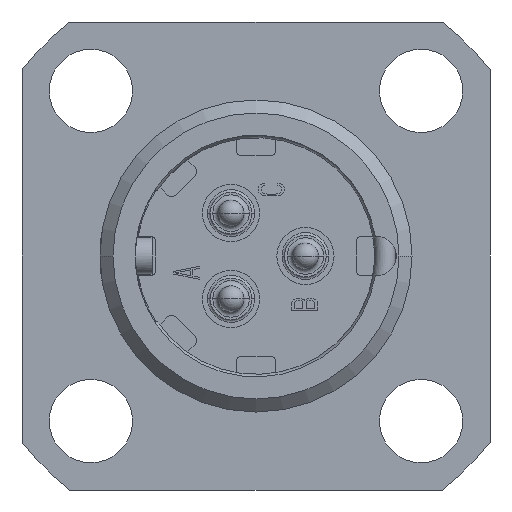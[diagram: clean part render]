
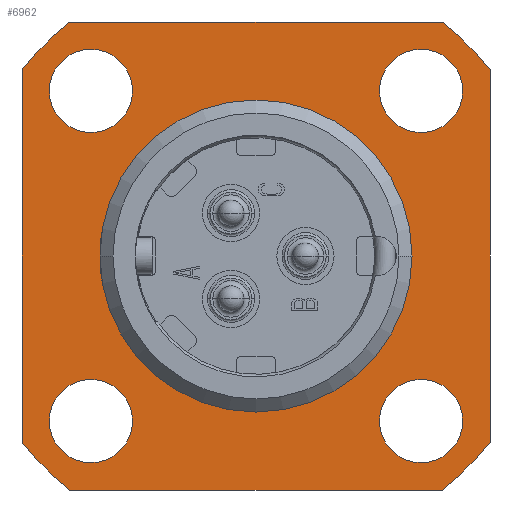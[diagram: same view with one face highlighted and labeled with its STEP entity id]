
A CAD part, left-side view. The second image highlights one B-rep face of the part: STEP entity #6962.
In plain terms, the highlighted planar face has unit normal (-1, 0, 0).
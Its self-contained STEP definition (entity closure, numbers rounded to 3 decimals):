
#777=CARTESIAN_POINT('',(-5.,0.,0.));
#778=DIRECTION('',(-1.,0.,0.));
#779=DIRECTION('',(0.,-1.,0.));
#780=AXIS2_PLACEMENT_3D('',#777,#778,#779);
#790=CARTESIAN_POINT('',(-5.,0.,0.));
#791=DIRECTION('',(-1.,0.,0.));
#792=DIRECTION('',(0.,1.,0.));
#793=AXIS2_PLACEMENT_3D('',#790,#791,#792);
#902=DIRECTION('',(0.,0.,1.));
#903=VECTOR('',#902,14.318);
#904=CARTESIAN_POINT('',(-5.,-9.,-7.159));
#905=LINE('734',#904,#903);
#906=CARTESIAN_POINT('',(-5.,0.,0.));
#907=DIRECTION('',(-1.,0.,0.));
#908=DIRECTION('',(0.,-0.623,-0.783));
#909=AXIS2_PLACEMENT_3D('',#906,#907,#908);
#911=DIRECTION('',(0.,-1.,0.));
#912=VECTOR('',#911,14.318);
#913=CARTESIAN_POINT('',(-5.,7.159,-9.));
#914=LINE('736',#913,#912);
#915=CARTESIAN_POINT('',(-5.,0.,0.));
#916=DIRECTION('',(-1.,0.,0.));
#917=DIRECTION('',(0.,0.783,-0.623));
#918=AXIS2_PLACEMENT_3D('',#915,#916,#917);
#920=DIRECTION('',(0.,0.,-1.));
#921=VECTOR('',#920,14.318);
#922=CARTESIAN_POINT('',(-5.,9.,7.159));
#923=LINE('738',#922,#921);
#924=CARTESIAN_POINT('',(-5.,0.,0.));
#925=DIRECTION('',(-1.,0.,0.));
#926=DIRECTION('',(0.,0.623,0.783));
#927=AXIS2_PLACEMENT_3D('',#924,#925,#926);
#929=DIRECTION('',(0.,1.,0.));
#930=VECTOR('',#929,14.318);
#931=CARTESIAN_POINT('',(-5.,-7.159,9.));
#932=LINE('740',#931,#930);
#933=CARTESIAN_POINT('',(-5.,0.,0.));
#934=DIRECTION('',(-1.,0.,0.));
#935=DIRECTION('',(0.,-0.783,0.623));
#936=AXIS2_PLACEMENT_3D('',#933,#934,#935);
#938=CARTESIAN_POINT('',(-5.,6.35,6.35));
#939=DIRECTION('',(1.,0.,0.));
#940=DIRECTION('',(0.,1.,0.));
#941=AXIS2_PLACEMENT_3D('',#938,#939,#940);
#943=CARTESIAN_POINT('',(-5.,6.35,6.35));
#944=DIRECTION('',(1.,0.,0.));
#945=DIRECTION('',(0.,-1.,0.));
#946=AXIS2_PLACEMENT_3D('',#943,#944,#945);
#948=CARTESIAN_POINT('',(-5.,6.35,-6.35));
#949=DIRECTION('',(1.,0.,0.));
#950=DIRECTION('',(0.,1.,0.));
#951=AXIS2_PLACEMENT_3D('',#948,#949,#950);
#953=CARTESIAN_POINT('',(-5.,6.35,-6.35));
#954=DIRECTION('',(1.,0.,0.));
#955=DIRECTION('',(0.,-1.,0.));
#956=AXIS2_PLACEMENT_3D('',#953,#954,#955);
#958=CARTESIAN_POINT('',(-5.,-6.35,-6.35));
#959=DIRECTION('',(1.,0.,0.));
#960=DIRECTION('',(0.,1.,0.));
#961=AXIS2_PLACEMENT_3D('',#958,#959,#960);
#963=CARTESIAN_POINT('',(-5.,-6.35,-6.35));
#964=DIRECTION('',(1.,0.,0.));
#965=DIRECTION('',(0.,-1.,0.));
#966=AXIS2_PLACEMENT_3D('',#963,#964,#965);
#968=CARTESIAN_POINT('',(-5.,-6.35,6.35));
#969=DIRECTION('',(1.,0.,0.));
#970=DIRECTION('',(0.,1.,0.));
#971=AXIS2_PLACEMENT_3D('',#968,#969,#970);
#973=CARTESIAN_POINT('',(-5.,-6.35,6.35));
#974=DIRECTION('',(1.,0.,0.));
#975=DIRECTION('',(0.,-1.,0.));
#976=AXIS2_PLACEMENT_3D('',#973,#974,#975);
#4598=CARTESIAN_POINT('',(-5.,-9.,-7.159));
#4599=CARTESIAN_POINT('',(-5.,-9.,7.159));
#4600=VERTEX_POINT('',#4598);
#4601=VERTEX_POINT('',#4599);
#4602=CARTESIAN_POINT('',(-5.,-7.159,-9.));
#4603=VERTEX_POINT('',#4602);
#4604=CARTESIAN_POINT('',(-5.,7.159,-9.));
#4605=VERTEX_POINT('',#4604);
#4606=CARTESIAN_POINT('',(-5.,9.,-7.159));
#4607=VERTEX_POINT('',#4606);
#4608=CARTESIAN_POINT('',(-5.,9.,7.159));
#4609=VERTEX_POINT('',#4608);
#4610=CARTESIAN_POINT('',(-5.,7.159,9.));
#4611=VERTEX_POINT('',#4610);
#4612=CARTESIAN_POINT('',(-5.,-7.159,9.));
#4613=VERTEX_POINT('',#4612);
#4618=CARTESIAN_POINT('',(-5.,-6.,0.));
#4619=CARTESIAN_POINT('',(-5.,6.,0.));
#4620=VERTEX_POINT('',#4618);
#4621=VERTEX_POINT('',#4619);
#4630=CARTESIAN_POINT('',(-5.,7.95,6.35));
#4631=CARTESIAN_POINT('',(-5.,4.75,6.35));
#4632=VERTEX_POINT('',#4630);
#4633=VERTEX_POINT('',#4631);
#4638=CARTESIAN_POINT('',(-5.,7.95,-6.35));
#4639=CARTESIAN_POINT('',(-5.,4.75,-6.35));
#4640=VERTEX_POINT('',#4638);
#4641=VERTEX_POINT('',#4639);
#4646=CARTESIAN_POINT('',(-5.,-4.75,-6.35));
#4647=CARTESIAN_POINT('',(-5.,-7.95,-6.35));
#4648=VERTEX_POINT('',#4646);
#4649=VERTEX_POINT('',#4647);
#4654=CARTESIAN_POINT('',(-5.,-4.75,6.35));
#4655=CARTESIAN_POINT('',(-5.,-7.95,6.35));
#4656=VERTEX_POINT('',#4654);
#4657=VERTEX_POINT('',#4655);
#6911=CARTESIAN_POINT('',(-5.,0.,0.));
#6912=DIRECTION('',(1.,0.,0.));
#6913=DIRECTION('',(0.,0.,-1.));
#6914=AXIS2_PLACEMENT_3D('',#6911,#6912,#6913);
#6915=PLANE('274',#6914);
#6917=ORIENTED_EDGE('734',*,*,#6916,.F.);
#6919=ORIENTED_EDGE('735',*,*,#6918,.F.);
#6921=ORIENTED_EDGE('736',*,*,#6920,.F.);
#6923=ORIENTED_EDGE('737',*,*,#6922,.F.);
#6925=ORIENTED_EDGE('738',*,*,#6924,.F.);
#6927=ORIENTED_EDGE('739',*,*,#6926,.F.);
#6929=ORIENTED_EDGE('740',*,*,#6928,.F.);
#6931=ORIENTED_EDGE('741',*,*,#6930,.F.);
#6932=EDGE_LOOP('274',(#6917,#6919,#6921,#6923,#6925,#6927,#6929,#6931));
#6933=FACE_OUTER_BOUND('274',#6932,.F.);
#6934=ORIENTED_EDGE('751',*,*,#6716,.T.);
#6935=ORIENTED_EDGE('753',*,*,#6743,.T.);
#6936=EDGE_LOOP('274',(#6934,#6935));
#6937=FACE_BOUND('274',#6936,.F.);
#6939=ORIENTED_EDGE('759',*,*,#6938,.F.);
#6941=ORIENTED_EDGE('760',*,*,#6940,.F.);
#6942=EDGE_LOOP('274',(#6939,#6941));
#6943=FACE_BOUND('274',#6942,.F.);
#6945=ORIENTED_EDGE('765',*,*,#6944,.F.);
#6947=ORIENTED_EDGE('766',*,*,#6946,.F.);
#6948=EDGE_LOOP('274',(#6945,#6947));
#6949=FACE_BOUND('274',#6948,.F.);
#6951=ORIENTED_EDGE('771',*,*,#6950,.F.);
#6953=ORIENTED_EDGE('772',*,*,#6952,.F.);
#6954=EDGE_LOOP('274',(#6951,#6953));
#6955=FACE_BOUND('274',#6954,.F.);
#6957=ORIENTED_EDGE('777',*,*,#6956,.F.);
#6959=ORIENTED_EDGE('778',*,*,#6958,.F.);
#6960=EDGE_LOOP('274',(#6957,#6959));
#6961=FACE_BOUND('274',#6960,.F.);
#781=CIRCLE('751',#780,6.);
#794=CIRCLE('753',#793,6.);
#910=CIRCLE('735',#909,11.5);
#919=CIRCLE('737',#918,11.5);
#928=CIRCLE('739',#927,11.5);
#937=CIRCLE('741',#936,11.5);
#942=CIRCLE('759',#941,1.6);
#947=CIRCLE('760',#946,1.6);
#952=CIRCLE('765',#951,1.6);
#957=CIRCLE('766',#956,1.6);
#962=CIRCLE('771',#961,1.6);
#967=CIRCLE('772',#966,1.6);
#972=CIRCLE('777',#971,1.6);
#977=CIRCLE('778',#976,1.6);
#6716=EDGE_CURVE('751',#4620,#4621,#781,.T.);
#6743=EDGE_CURVE('753',#4621,#4620,#794,.T.);
#6916=EDGE_CURVE('734',#4600,#4601,#905,.T.);
#6918=EDGE_CURVE('735',#4603,#4600,#910,.T.);
#6920=EDGE_CURVE('736',#4605,#4603,#914,.T.);
#6922=EDGE_CURVE('737',#4607,#4605,#919,.T.);
#6924=EDGE_CURVE('738',#4609,#4607,#923,.T.);
#6926=EDGE_CURVE('739',#4611,#4609,#928,.T.);
#6928=EDGE_CURVE('740',#4613,#4611,#932,.T.);
#6930=EDGE_CURVE('741',#4601,#4613,#937,.T.);
#6938=EDGE_CURVE('759',#4632,#4633,#942,.T.);
#6940=EDGE_CURVE('760',#4633,#4632,#947,.T.);
#6944=EDGE_CURVE('765',#4640,#4641,#952,.T.);
#6946=EDGE_CURVE('766',#4641,#4640,#957,.T.);
#6950=EDGE_CURVE('771',#4648,#4649,#962,.T.);
#6952=EDGE_CURVE('772',#4649,#4648,#967,.T.);
#6956=EDGE_CURVE('777',#4656,#4657,#972,.T.);
#6958=EDGE_CURVE('778',#4657,#4656,#977,.T.);
#6962=ADVANCED_FACE('274',(#6933,#6937,#6943,#6949,#6955,#6961),#6915,.F.);
